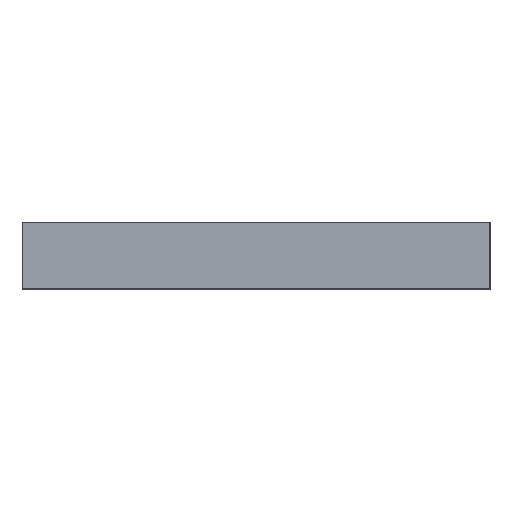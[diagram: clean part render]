
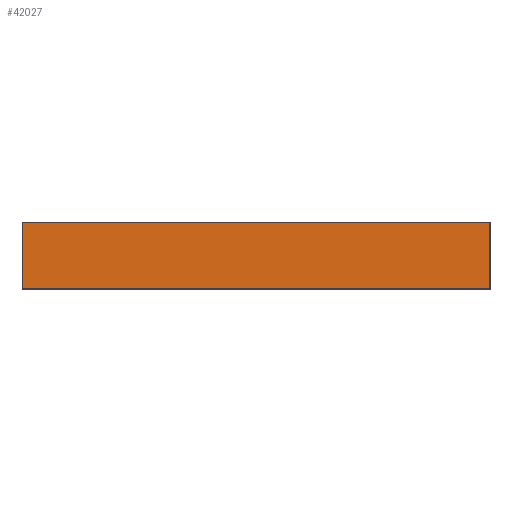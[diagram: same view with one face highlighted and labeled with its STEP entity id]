
A CAD part, front view. The second image highlights one B-rep face of the part: STEP entity #42027.
In plain terms, the highlighted planar face has unit normal (0, -1, 0).
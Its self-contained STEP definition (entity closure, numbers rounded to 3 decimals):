
#41840 = VERTEX_POINT('',#41841);
#41841 = CARTESIAN_POINT('',(-5.008,-7.508,1.55));
#41847 = EDGE_CURVE('',#41840,#41848,#41850,.T.);
#41848 = VERTEX_POINT('',#41849);
#41849 = CARTESIAN_POINT('',(5.008,-7.508,1.55));
#41850 = LINE('',#41851,#41852);
#41851 = CARTESIAN_POINT('',(5.008,-7.508,1.55));
#41852 = VECTOR('',#41853,1.);
#41853 = DIRECTION('',(1.,0.,0.));
#41897 = VERTEX_POINT('',#41898);
#41898 = CARTESIAN_POINT('',(5.008,-7.508,0.108));
#41904 = EDGE_CURVE('',#41905,#41897,#41907,.T.);
#41905 = VERTEX_POINT('',#41906);
#41906 = CARTESIAN_POINT('',(-5.008,-7.508,0.108));
#41907 = LINE('',#41908,#41909);
#41908 = CARTESIAN_POINT('',(5.008,-7.508,0.108));
#41909 = VECTOR('',#41910,1.);
#41910 = DIRECTION('',(1.,0.,0.));
#41969 = EDGE_CURVE('',#41840,#41905,#41970,.T.);
#41970 = LINE('',#41971,#41972);
#41971 = CARTESIAN_POINT('',(-5.008,-7.508,1.55));
#41972 = VECTOR('',#41973,1.);
#41973 = DIRECTION('',(0.,0.,-1.));
#42005 = EDGE_CURVE('',#41848,#41897,#42006,.T.);
#42006 = LINE('',#42007,#42008);
#42007 = CARTESIAN_POINT('',(5.008,-7.508,1.55));
#42008 = VECTOR('',#42009,1.);
#42009 = DIRECTION('',(0.,0.,-1.));
#42027 = ADVANCED_FACE('',(#42028),#42034,.F.);
#42028 = FACE_BOUND('',#42029,.T.);
#42029 = EDGE_LOOP('',(#42030,#42031,#42032,#42033));
#42030 = ORIENTED_EDGE('',*,*,#41904,.T.);
#42031 = ORIENTED_EDGE('',*,*,#42005,.F.);
#42032 = ORIENTED_EDGE('',*,*,#41847,.F.);
#42033 = ORIENTED_EDGE('',*,*,#41969,.T.);
#42034 = PLANE('',#42035);
#42035 = AXIS2_PLACEMENT_3D('',#42036,#42037,#42038);
#42036 = CARTESIAN_POINT('',(5.008,-7.508,1.55));
#42037 = DIRECTION('',(0.,1.,0.));
#42038 = DIRECTION('',(1.,0.,0.));
